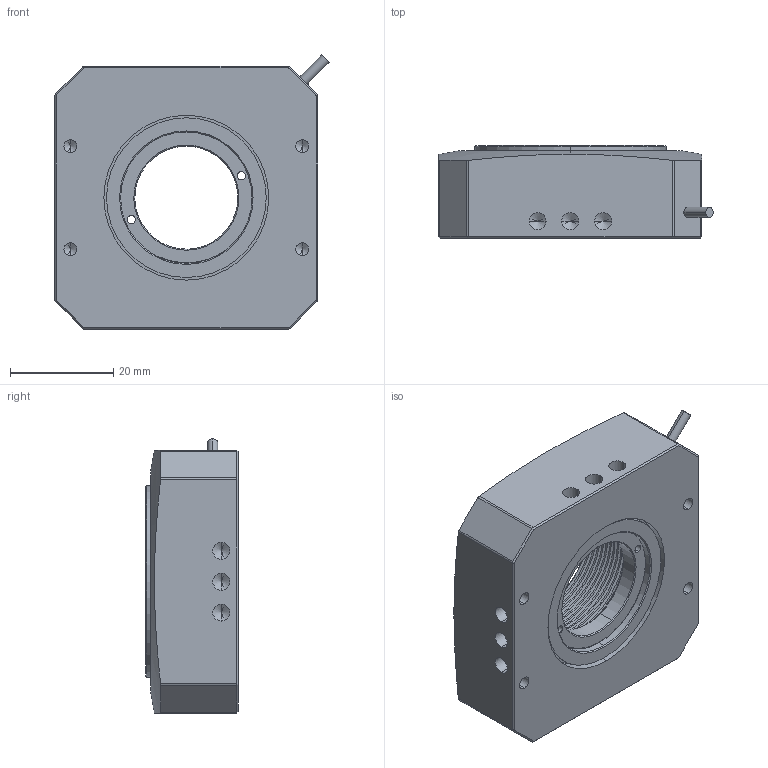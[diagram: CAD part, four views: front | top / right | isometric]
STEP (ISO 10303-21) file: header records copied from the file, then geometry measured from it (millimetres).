
FILE_DESCRIPTION (( 'STEP AP214' ), '1' );
FILE_NAME ('N61.R5K-B1（简化）.STEP', '2023-08-09T05:42:14', ( 'Sky123.Org' ), ( 'Sky123.Org' ), 'SwSTEP 2.0', 'SolidWorks 2016', '' );
FILE_SCHEMA (( 'AUTOMOTIVE_DESIGN' ));
Length unit declared in the file: millimetre
Products named in the file (1): N61.R5K-B1（简化）
Bounding box: 53.2 x 18 x 53.2 mm (x, y, z)
Volume: 33127.2 mm3; surface area: 14164.7 mm2
Topology: 2 solids, 2 shells, 186 faces, 467 edges, 275 vertices
Faces by surface type: cylinder 98, cone 57, plane 27, bspline 4
Entity records: 9755 total; most frequent: CARTESIAN_POINT 3575, ORIENTED_EDGE 866, DIRECTION 836, EDGE_CURVE 433, AXIS2_PLACEMENT_3D 327, VERTEX_POINT 275, EDGE_LOOP 218, UNCERTAINTY_MEASURE_WITH_UNIT 190
